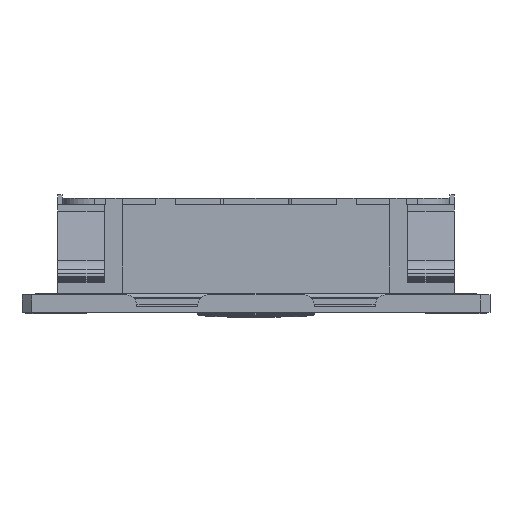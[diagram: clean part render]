
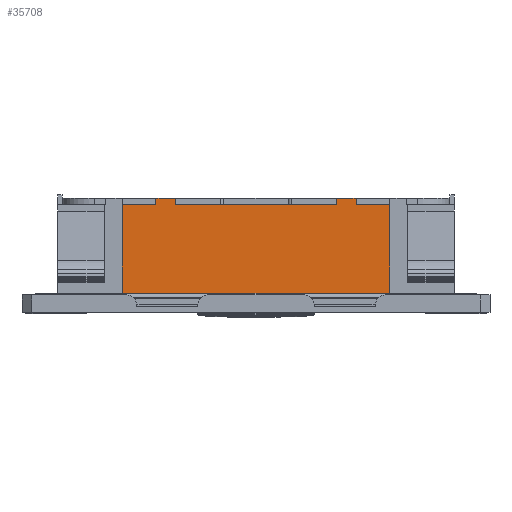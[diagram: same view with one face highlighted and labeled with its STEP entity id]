
A CAD part, front view. The second image highlights one B-rep face of the part: STEP entity #35708.
In plain terms, the highlighted planar face has unit normal (0, -1, 0).
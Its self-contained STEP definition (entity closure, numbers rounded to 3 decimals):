
#5762=FACE_OUTER_BOUND('',#8317,.T.);
#8317=EDGE_LOOP('',(#30675,#30676,#30677,#30678,#30679,#30680,#30681,#30682,
#30683,#30684,#30685,#30686));
#10003=LINE('',#70266,#12485);
#10008=LINE('',#70276,#12490);
#10029=LINE('',#70319,#12511);
#10033=LINE('',#70327,#12515);
#10037=LINE('',#70334,#12519);
#10702=LINE('',#72841,#13184);
#10726=LINE('',#72930,#13208);
#10727=LINE('',#72933,#13209);
#10731=LINE('',#72940,#13213);
#10737=LINE('',#72954,#13219);
#10743=LINE('',#72965,#13225);
#10744=LINE('',#72967,#13226);
#12485=VECTOR('',#46029,10.);
#12490=VECTOR('',#46038,10.);
#12511=VECTOR('',#46073,10.);
#12515=VECTOR('',#46077,10.);
#12519=VECTOR('',#46081,10.);
#13184=VECTOR('',#48754,10.);
#13208=VECTOR('',#48866,10.);
#13209=VECTOR('',#48869,10.);
#13213=VECTOR('',#48877,10.);
#13219=VECTOR('',#48893,10.);
#13225=VECTOR('',#48903,10.);
#13226=VECTOR('',#48906,10.);
#15521=VERTEX_POINT('',#70263);
#15522=VERTEX_POINT('',#70265);
#15523=VERTEX_POINT('',#70272);
#15525=VERTEX_POINT('',#70275);
#15540=VERTEX_POINT('',#70318);
#15543=VERTEX_POINT('',#70324);
#15544=VERTEX_POINT('',#70326);
#15547=VERTEX_POINT('',#70332);
#16406=VERTEX_POINT('',#72928);
#16407=VERTEX_POINT('',#72932);
#16411=VERTEX_POINT('',#72953);
#16414=VERTEX_POINT('',#72963);
#19772=EDGE_CURVE('',#15522,#15521,#10003,.T.);
#19777=EDGE_CURVE('',#15525,#15523,#10008,.T.);
#19800=EDGE_CURVE('',#15522,#15540,#10029,.T.);
#19804=EDGE_CURVE('',#15543,#15544,#10033,.T.);
#19808=EDGE_CURVE('',#15547,#15523,#10037,.T.);
#21067=EDGE_CURVE('',#15521,#15525,#10702,.T.);
#21105=EDGE_CURVE('',#15543,#16406,#10726,.T.);
#21106=EDGE_CURVE('',#15540,#16407,#10727,.T.);
#21110=EDGE_CURVE('',#16407,#16406,#10731,.T.);
#21116=EDGE_CURVE('',#15544,#16411,#10737,.T.);
#21122=EDGE_CURVE('',#15547,#16414,#10743,.T.);
#21123=EDGE_CURVE('',#16411,#16414,#10744,.T.);
#30675=ORIENTED_EDGE('',*,*,#19772,.T.);
#30676=ORIENTED_EDGE('',*,*,#21067,.T.);
#30677=ORIENTED_EDGE('',*,*,#19777,.T.);
#30678=ORIENTED_EDGE('',*,*,#19808,.F.);
#30679=ORIENTED_EDGE('',*,*,#21122,.T.);
#30680=ORIENTED_EDGE('',*,*,#21123,.F.);
#30681=ORIENTED_EDGE('',*,*,#21116,.F.);
#30682=ORIENTED_EDGE('',*,*,#19804,.F.);
#30683=ORIENTED_EDGE('',*,*,#21105,.T.);
#30684=ORIENTED_EDGE('',*,*,#21110,.F.);
#30685=ORIENTED_EDGE('',*,*,#21106,.F.);
#30686=ORIENTED_EDGE('',*,*,#19800,.F.);
#31745=PLANE('',#39347);
#35708=ADVANCED_FACE('',(#5762),#31745,.T.);
#39347=AXIS2_PLACEMENT_3D('',#73086,#49068,#49069);
#46029=DIRECTION('',(0.,0.,-1.));
#46038=DIRECTION('',(0.,0.,1.));
#46073=DIRECTION('',(1.,0.,0.));
#46077=DIRECTION('',(1.,0.,0.));
#46081=DIRECTION('',(1.,0.,0.));
#48754=DIRECTION('',(1.,0.,0.));
#48866=DIRECTION('',(0.,0.,1.));
#48869=DIRECTION('',(0.,0.,1.));
#48877=DIRECTION('',(1.,0.,0.));
#48893=DIRECTION('',(0.,0.,1.));
#48903=DIRECTION('',(0.,0.,1.));
#48906=DIRECTION('',(1.,0.,0.));
#49068=DIRECTION('center_axis',(0.,-1.,0.));
#49069=DIRECTION('ref_axis',(1.,0.,0.));
#70263=CARTESIAN_POINT('',(-14.784,-103.931,-14.5));
#70265=CARTESIAN_POINT('',(-14.784,-103.931,14.5));
#70266=CARTESIAN_POINT('',(-14.784,-103.931,14.5));
#70272=CARTESIAN_POINT('',(68.216,-103.931,14.5));
#70275=CARTESIAN_POINT('',(68.216,-103.931,-14.5));
#70276=CARTESIAN_POINT('',(68.216,-103.931,-1.));
#70318=CARTESIAN_POINT('',(-4.284,-103.931,14.5));
#70319=CARTESIAN_POINT('',(-34.784,-103.931,14.5));
#70324=CARTESIAN_POINT('',(1.716,-103.931,14.5));
#70326=CARTESIAN_POINT('',(51.716,-103.931,14.5));
#70327=CARTESIAN_POINT('',(-34.784,-103.931,14.5));
#70332=CARTESIAN_POINT('',(57.716,-103.931,14.5));
#70334=CARTESIAN_POINT('',(-34.784,-103.931,14.5));
#72841=CARTESIAN_POINT('',(-4.034,-103.931,-14.5));
#72928=CARTESIAN_POINT('',(1.716,-103.931,16.5));
#72930=CARTESIAN_POINT('',(1.716,-103.931,14.5));
#72932=CARTESIAN_POINT('',(-4.284,-103.931,16.5));
#72933=CARTESIAN_POINT('',(-4.284,-103.931,14.5));
#72940=CARTESIAN_POINT('',(-4.284,-103.931,16.5));
#72953=CARTESIAN_POINT('',(51.716,-103.931,16.5));
#72954=CARTESIAN_POINT('',(51.716,-103.931,14.5));
#72963=CARTESIAN_POINT('',(57.716,-103.931,16.5));
#72965=CARTESIAN_POINT('',(57.716,-103.931,14.5));
#72967=CARTESIAN_POINT('',(51.716,-103.931,16.5));
#73086=CARTESIAN_POINT('Origin',(-34.784,-103.931,12.5));
